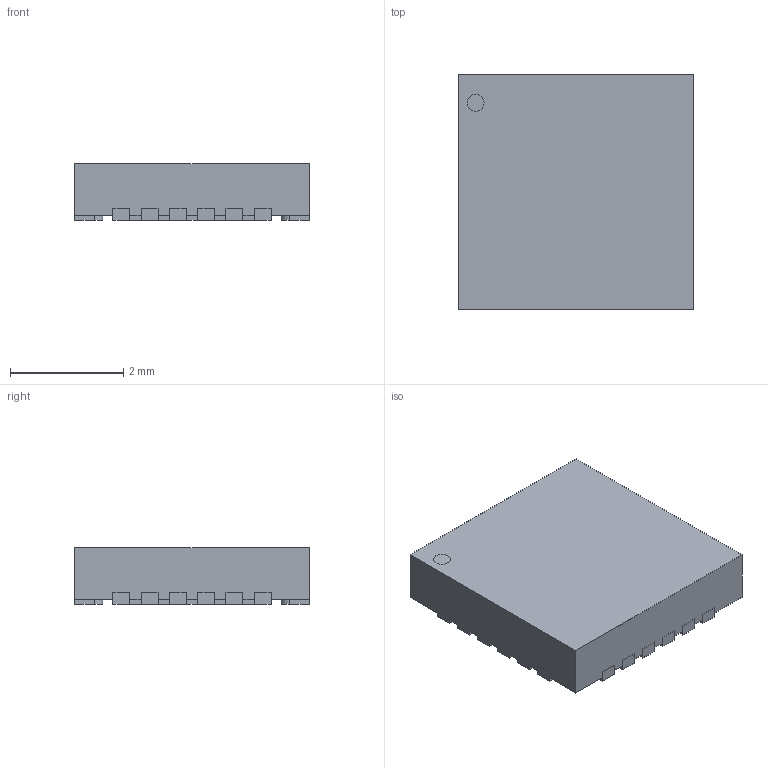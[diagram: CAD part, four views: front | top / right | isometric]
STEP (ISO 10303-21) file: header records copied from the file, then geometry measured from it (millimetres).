
FILE_DESCRIPTION((''),'2;1');
FILE_NAME('QFN50P400X400X100-25N-S220.stp','2014-07-07T15:09:00',(''),(''),'Mechanical Desktop 2011','Mechanical Desktop 2011',', , ');
FILE_SCHEMA(('AUTOMOTIVE_DESIGN { 1 2 10303 214 1 1 1 1 }'));
Length unit declared in the file: millimetre
Products named in the file (1): Product
Bounding box: 4.15 x 4.15 x 1 mm (x, y, z)
Volume: 16.6 mm3; surface area: 78.5 mm2
Topology: 30 solids, 30 shells, 277 faces, 648 edges, 432 vertices
Faces by surface type: bspline 126, plane 121, cylinder 30
Entity records: 8207 total; most frequent: CARTESIAN_POINT 2086, ORIENTED_EDGE 1296, DIRECTION 1062, EDGE_CURVE 648, VECTOR 538, LINE 538, VERTEX_POINT 432, EDGE_LOOP 278
